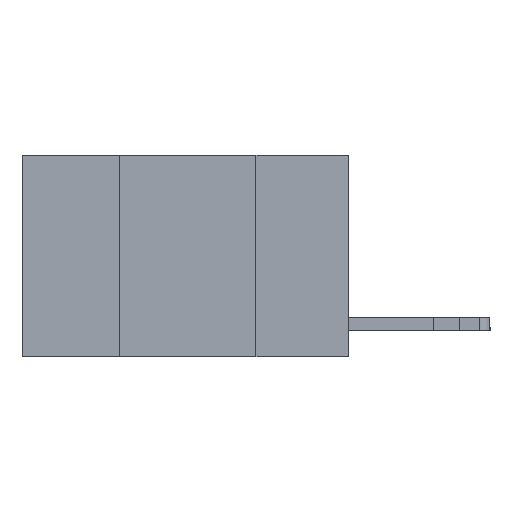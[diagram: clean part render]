
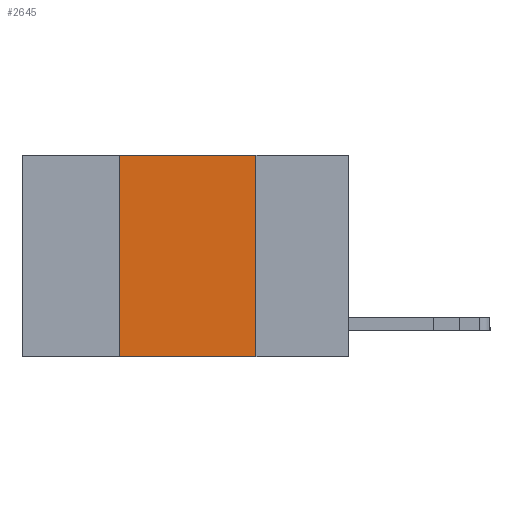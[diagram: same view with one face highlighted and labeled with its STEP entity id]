
A CAD part, left-side view. The second image highlights one B-rep face of the part: STEP entity #2645.
In plain terms, the highlighted planar face has unit normal (-1, 0, 0).
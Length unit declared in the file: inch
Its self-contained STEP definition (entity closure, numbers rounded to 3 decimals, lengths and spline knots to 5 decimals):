
#183 = VECTOR ( 'NONE', #1415, 39.37008 ) ;
#468 = EDGE_CURVE ( 'NONE', #17409, #21977, #4013, .T. ) ;
#511 = DIRECTION ( 'NONE',  ( 0., 0., 1. ) ) ;
#711 = VECTOR ( 'NONE', #10068, 39.37008 ) ;
#947 = VERTEX_POINT ( 'NONE', #19202 ) ;
#1161 = FACE_OUTER_BOUND ( 'NONE', #11433, .T. ) ;
#1264 = CARTESIAN_POINT ( 'NONE',  ( 0., 0.42, 0. ) ) ;
#1415 = DIRECTION ( 'NONE',  ( 0., 0., -1. ) ) ;
#1820 = LINE ( 'NONE', #18833, #711 ) ;
#2645 = ADVANCED_FACE ( 'NONE', ( #1161 ), #4422, .F. ) ;
#4013 = LINE ( 'NONE', #5793, #4344 ) ;
#4344 = VECTOR ( 'NONE', #7236, 39.37008 ) ;
#4422 = PLANE ( 'NONE',  #6632 ) ;
#4502 = ORIENTED_EDGE ( 'NONE', *, *, #20599, .F. ) ;
#5793 = CARTESIAN_POINT ( 'NONE',  ( 0., 0.6, -0.37 ) ) ;
#6632 = AXIS2_PLACEMENT_3D ( 'NONE', #21523, #19842, #9631 ) ;
#7236 = DIRECTION ( 'NONE',  ( 0., -1., 0. ) ) ;
#8702 = VERTEX_POINT ( 'NONE', #1264 ) ;
#9631 = DIRECTION ( 'NONE',  ( 0., 0., -1. ) ) ;
#10068 = DIRECTION ( 'NONE',  ( 0., -1., 0. ) ) ;
#11433 = EDGE_LOOP ( 'NONE', ( #11691, #4502, #17866, #12835 ) ) ;
#11691 = ORIENTED_EDGE ( 'NONE', *, *, #15817, .F. ) ;
#12835 = ORIENTED_EDGE ( 'NONE', *, *, #468, .T. ) ;
#13850 = CARTESIAN_POINT ( 'NONE',  ( 0., 0.17, -0.37 ) ) ;
#14226 = CARTESIAN_POINT ( 'NONE',  ( 0., 0.42, -0.37 ) ) ;
#15736 = CARTESIAN_POINT ( 'NONE',  ( 0., 0.42, 0. ) ) ;
#15817 = EDGE_CURVE ( 'NONE', #947, #21977, #18553, .T. ) ;
#16454 = EDGE_CURVE ( 'NONE', #17409, #8702, #17173, .T. ) ;
#17173 = LINE ( 'NONE', #15736, #21524 ) ;
#17409 = VERTEX_POINT ( 'NONE', #14226 ) ;
#17866 = ORIENTED_EDGE ( 'NONE', *, *, #16454, .F. ) ;
#18553 = LINE ( 'NONE', #21782, #183 ) ;
#18833 = CARTESIAN_POINT ( 'NONE',  ( 0., 0.6, 0. ) ) ;
#19202 = CARTESIAN_POINT ( 'NONE',  ( 0., 0.17, 0. ) ) ;
#19842 = DIRECTION ( 'NONE',  ( 1., 0., 0. ) ) ;
#20599 = EDGE_CURVE ( 'NONE', #8702, #947, #1820, .T. ) ;
#21523 = CARTESIAN_POINT ( 'NONE',  ( 0., 0.6, 0. ) ) ;
#21524 = VECTOR ( 'NONE', #511, 39.37008 ) ;
#21782 = CARTESIAN_POINT ( 'NONE',  ( 0., 0.17, 0. ) ) ;
#21977 = VERTEX_POINT ( 'NONE', #13850 ) ;
